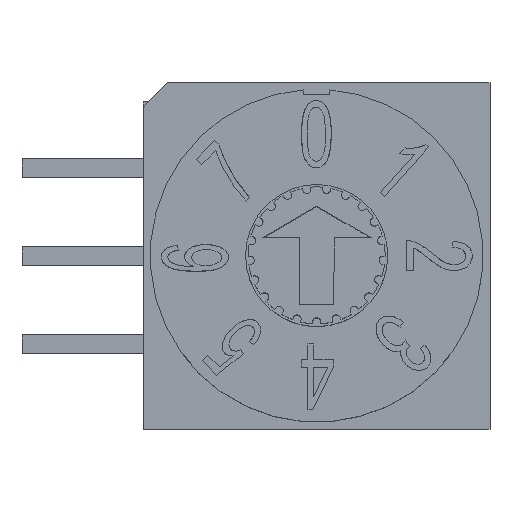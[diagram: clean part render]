
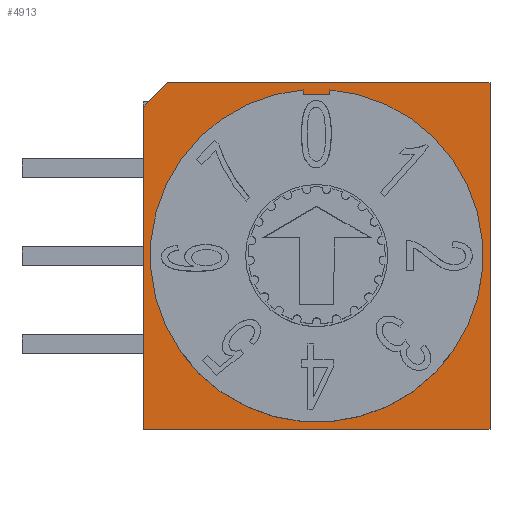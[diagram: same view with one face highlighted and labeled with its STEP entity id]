
A CAD part, top view. The second image highlights one B-rep face of the part: STEP entity #4913.
In plain terms, the highlighted planar face has unit normal (0, 0, 1).
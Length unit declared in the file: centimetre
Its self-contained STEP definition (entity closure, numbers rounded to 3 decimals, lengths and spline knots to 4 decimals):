
#203=FACE_BOUND('',#903,.T.);
#356=PLANE('',#5224);
#618=FACE_OUTER_BOUND('',#902,.T.);
#902=EDGE_LOOP('',(#4567,#4568,#4569,#4570,#4571));
#903=EDGE_LOOP('',(#4572,#4573,#4574,#4575));
#1406=LINE('',#8451,#1913);
#1408=LINE('',#8455,#1915);
#1409=LINE('',#8457,#1916);
#1410=LINE('',#8459,#1917);
#1411=LINE('',#8460,#1918);
#1412=LINE('',#8463,#1919);
#1413=LINE('',#8467,#1920);
#1414=LINE('',#8468,#1921);
#1913=VECTOR('',#6296,1.);
#1915=VECTOR('',#6300,1.);
#1916=VECTOR('',#6301,1.);
#1917=VECTOR('',#6302,1.);
#1918=VECTOR('',#6303,1.);
#1919=VECTOR('',#6304,1.);
#1920=VECTOR('',#6307,1.);
#1921=VECTOR('',#6308,1.);
#2017=CIRCLE('',#5225,0.48);
#2479=VERTEX_POINT('',#8448);
#2480=VERTEX_POINT('',#8450);
#2481=VERTEX_POINT('',#8454);
#2482=VERTEX_POINT('',#8456);
#2483=VERTEX_POINT('',#8458);
#2484=VERTEX_POINT('',#8461);
#2485=VERTEX_POINT('',#8462);
#2486=VERTEX_POINT('',#8464);
#2487=VERTEX_POINT('',#8466);
#3179=EDGE_CURVE('',#2480,#2479,#1406,.T.);
#3181=EDGE_CURVE('',#2481,#2479,#1408,.T.);
#3182=EDGE_CURVE('',#2482,#2481,#1409,.T.);
#3183=EDGE_CURVE('',#2483,#2482,#1410,.T.);
#3184=EDGE_CURVE('',#2480,#2483,#1411,.T.);
#3185=EDGE_CURVE('',#2484,#2485,#1412,.T.);
#3186=EDGE_CURVE('',#2485,#2486,#2017,.T.);
#3187=EDGE_CURVE('',#2486,#2487,#1413,.T.);
#3188=EDGE_CURVE('',#2487,#2484,#1414,.T.);
#4567=ORIENTED_EDGE('',*,*,#3179,.T.);
#4568=ORIENTED_EDGE('',*,*,#3181,.F.);
#4569=ORIENTED_EDGE('',*,*,#3182,.F.);
#4570=ORIENTED_EDGE('',*,*,#3183,.F.);
#4571=ORIENTED_EDGE('',*,*,#3184,.F.);
#4572=ORIENTED_EDGE('',*,*,#3185,.T.);
#4573=ORIENTED_EDGE('',*,*,#3186,.T.);
#4574=ORIENTED_EDGE('',*,*,#3187,.T.);
#4575=ORIENTED_EDGE('',*,*,#3188,.T.);
#4913=ADVANCED_FACE('',(#618,#203),#356,.T.);
#5224=AXIS2_PLACEMENT_3D('',#8453,#6298,#6299);
#5225=AXIS2_PLACEMENT_3D('',#8465,#6305,#6306);
#6296=DIRECTION('',(-0.707,-0.707,0.));
#6298=DIRECTION('center_axis',(0.,0.,
1.));
#6299=DIRECTION('ref_axis',(1.,0.,0.));
#6300=DIRECTION('',(0.,1.,0.));
#6301=DIRECTION('',(-1.,0.,0.));
#6302=DIRECTION('',(0.,-1.,0.));
#6303=DIRECTION('',(1.,0.,0.));
#6304=DIRECTION('',(0.,1.,0.));
#6305=DIRECTION('center_axis',(0.,0.,
-1.));
#6306=DIRECTION('ref_axis',(0.079,-0.997,0.));
#6307=DIRECTION('',(0.,-1.,0.));
#6308=DIRECTION('',(1.,0.,0.));
#8448=CARTESIAN_POINT('',(-0.5,0.4293,0.1925));
#8450=CARTESIAN_POINT('',(-0.4293,0.5,0.1925));
#8451=CARTESIAN_POINT('',(-0.4823,0.447,0.1925));
#8453=CARTESIAN_POINT('Origin',(0.,0.,
0.1925));
#8454=CARTESIAN_POINT('',(-0.5,-0.5,0.1925));
#8455=CARTESIAN_POINT('',(-0.5,0.5,0.1925));
#8456=CARTESIAN_POINT('',(0.5,-0.5,0.1925));
#8457=CARTESIAN_POINT('',(-0.5,-0.5,0.1925));
#8458=CARTESIAN_POINT('',(0.5,0.5,0.1925));
#8459=CARTESIAN_POINT('',(0.5,-0.5,0.1925));
#8460=CARTESIAN_POINT('',(0.5,0.5,0.1925));
#8461=CARTESIAN_POINT('',(0.038,0.4644,0.1925));
#8462=CARTESIAN_POINT('',(0.038,0.4785,0.1925));
#8463=CARTESIAN_POINT('',(0.038,0.2322,0.1925));
#8464=CARTESIAN_POINT('',(-0.038,0.4785,0.1925));
#8465=CARTESIAN_POINT('Origin',(0.,0.,
0.1925));
#8466=CARTESIAN_POINT('',(-0.038,0.4644,0.1925));
#8467=CARTESIAN_POINT('',(-0.038,0.2392,0.1925));
#8468=CARTESIAN_POINT('',(-0.019,0.4644,0.1925));
